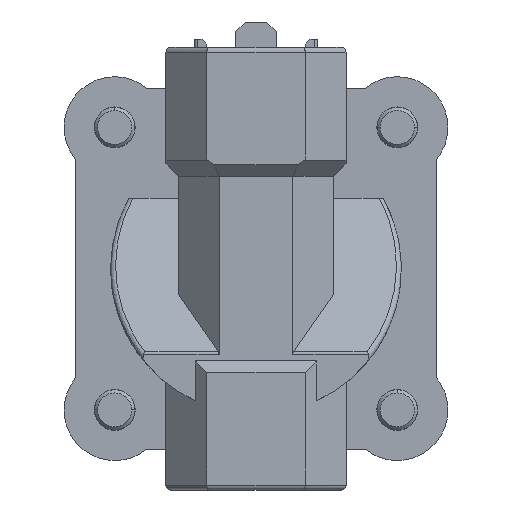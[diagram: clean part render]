
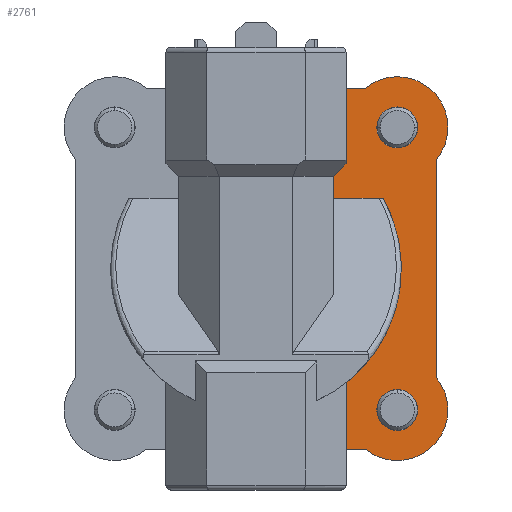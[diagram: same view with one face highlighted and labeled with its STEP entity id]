
A CAD part, front view. The second image highlights one B-rep face of the part: STEP entity #2761.
In plain terms, the highlighted planar face has unit normal (0, -1, 0).
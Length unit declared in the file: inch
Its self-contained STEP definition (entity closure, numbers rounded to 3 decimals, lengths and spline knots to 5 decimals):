
#8 = VECTOR ( 'NONE', #12750, 39.37008 ) ;
#149 = EDGE_LOOP ( 'NONE', ( #1320, #8153 ) ) ;
#189 = EDGE_CURVE ( 'NONE', #3522, #10227, #5600, .T. ) ;
#194 = CARTESIAN_POINT ( 'NONE',  ( 0., 0.31, 0.43 ) ) ;
#236 = ORIENTED_EDGE ( 'NONE', *, *, #2063, .F. ) ;
#338 = CIRCLE ( 'NONE', #4973, 0.125 ) ;
#500 = CARTESIAN_POINT ( 'NONE',  ( 0.74, 0.31, 0.865 ) ) ;
#582 = CARTESIAN_POINT ( 'NONE',  ( 0.551, 0.31, 0.641 ) ) ;
#677 = DIRECTION ( 'NONE',  ( 0., 1., 0. ) ) ;
#843 = CARTESIAN_POINT ( 'NONE',  ( 0.74, 0.31, -0.865 ) ) ;
#1015 = CARTESIAN_POINT ( 'NONE',  ( 0.865, 0.31, 0.865 ) ) ;
#1032 = VERTEX_POINT ( 'NONE', #2134 ) ;
#1320 = ORIENTED_EDGE ( 'NONE', *, *, #2774, .T. ) ;
#1568 = VECTOR ( 'NONE', #8927, 39.37008 ) ;
#1616 = ORIENTED_EDGE ( 'NONE', *, *, #6638, .F. ) ;
#1895 = AXIS2_PLACEMENT_3D ( 'NONE', #2614, #3883, #6700 ) ;
#2063 = EDGE_CURVE ( 'NONE', #9359, #10805, #2777, .T. ) ;
#2093 = EDGE_CURVE ( 'NONE', #2721, #10229, #338, .T. ) ;
#2134 = CARTESIAN_POINT ( 'NONE',  ( 0.77923, 0.31, 0.43 ) ) ;
#2243 = CARTESIAN_POINT ( 'NONE',  ( 0.865, 0.31, 0.865 ) ) ;
#2381 = CARTESIAN_POINT ( 'NONE',  ( 0.551, 0.31, -0.69893 ) ) ;
#2484 = ORIENTED_EDGE ( 'NONE', *, *, #189, .T. ) ;
#2541 = VECTOR ( 'NONE', #8464, 39.37008 ) ;
#2566 = CIRCLE ( 'NONE', #11581, 0.125 ) ;
#2614 = CARTESIAN_POINT ( 'NONE',  ( 0.865, 0.31, -0.865 ) ) ;
#2715 = CARTESIAN_POINT ( 'NONE',  ( 1.105, 0.31, -1.105 ) ) ;
#2721 = VERTEX_POINT ( 'NONE', #7560 ) ;
#2761 = ADVANCED_FACE ( 'NONE', ( #7364, #4351, #8351 ), #12339, .F. ) ;
#2774 = EDGE_CURVE ( 'NONE', #10927, #9149, #3149, .T. ) ;
#2777 = LINE ( 'NONE', #2715, #8107 ) ;
#3052 = ORIENTED_EDGE ( 'NONE', *, *, #6329, .T. ) ;
#3149 = CIRCLE ( 'NONE', #1895, 0.125 ) ;
#3203 = ORIENTED_EDGE ( 'NONE', *, *, #10502, .F. ) ;
#3239 = DIRECTION ( 'NONE',  ( 1., 0., 0. ) ) ;
#3351 = CARTESIAN_POINT ( 'NONE',  ( 0., 0.31, 0. ) ) ;
#3378 = DIRECTION ( 'NONE',  ( 0., 0., -1. ) ) ;
#3505 = ORIENTED_EDGE ( 'NONE', *, *, #11622, .T. ) ;
#3522 = VERTEX_POINT ( 'NONE', #4577 ) ;
#3565 = CIRCLE ( 'NONE', #12578, 0.31 ) ;
#3571 = AXIS2_PLACEMENT_3D ( 'NONE', #7318, #12227, #3239 ) ;
#3745 = EDGE_CURVE ( 'NONE', #10489, #1032, #6516, .T. ) ;
#3826 = VECTOR ( 'NONE', #3378, 39.37008 ) ;
#3883 = DIRECTION ( 'NONE',  ( 0., 1., 0. ) ) ;
#4022 = CARTESIAN_POINT ( 'NONE',  ( 0.475, 0.31, 0.565 ) ) ;
#4133 = LINE ( 'NONE', #7877, #1568 ) ;
#4237 = DIRECTION ( 'NONE',  ( 0., 1., 0. ) ) ;
#4351 = FACE_BOUND ( 'NONE', #12764, .T. ) ;
#4411 = LINE ( 'NONE', #194, #11854 ) ;
#4454 = CARTESIAN_POINT ( 'NONE',  ( 0.66879, 0.31, 1.105 ) ) ;
#4577 = CARTESIAN_POINT ( 'NONE',  ( 1.105, 0.31, 0.66879 ) ) ;
#4973 = AXIS2_PLACEMENT_3D ( 'NONE', #1015, #4237, #8040 ) ;
#5030 = DIRECTION ( 'NONE',  ( 0., -1., 0. ) ) ;
#5052 = VERTEX_POINT ( 'NONE', #11665 ) ;
#5184 = ORIENTED_EDGE ( 'NONE', *, *, #5923, .F. ) ;
#5333 = DIRECTION ( 'NONE',  ( 1., 0., 0. ) ) ;
#5600 = CIRCLE ( 'NONE', #11869, 0.31 ) ;
#5687 = CARTESIAN_POINT ( 'NONE',  ( 0.475, 0.31, 0.43 ) ) ;
#5693 = DIRECTION ( 'NONE',  ( -1., 0., 0. ) ) ;
#5708 = LINE ( 'NONE', #8453, #8301 ) ;
#5803 = ORIENTED_EDGE ( 'NONE', *, *, #12941, .T. ) ;
#5823 = EDGE_LOOP ( 'NONE', ( #2484, #3203, #3505, #3052, #1616, #10671, #11078, #12053, #236, #6718, #5184 ) ) ;
#5923 = EDGE_CURVE ( 'NONE', #3522, #5052, #5929, .T. ) ;
#5929 = LINE ( 'NONE', #11876, #6413 ) ;
#6011 = EDGE_CURVE ( 'NONE', #11839, #1032, #4411, .T. ) ;
#6032 = ORIENTED_EDGE ( 'NONE', *, *, #2093, .T. ) ;
#6145 = CIRCLE ( 'NONE', #10325, 0.125 ) ;
#6303 = CARTESIAN_POINT ( 'NONE',  ( 0.551, 0.31, 1.355 ) ) ;
#6329 = EDGE_CURVE ( 'NONE', #10015, #7523, #4133, .T. ) ;
#6413 = VECTOR ( 'NONE', #9924, 39.37008 ) ;
#6516 = CIRCLE ( 'NONE', #3571, 0.89 ) ;
#6638 = EDGE_CURVE ( 'NONE', #11839, #7523, #5708, .T. ) ;
#6700 = DIRECTION ( 'NONE',  ( -1., 0., 0. ) ) ;
#6718 = ORIENTED_EDGE ( 'NONE', *, *, #10795, .T. ) ;
#6880 = VERTEX_POINT ( 'NONE', #7467 ) ;
#6901 = DIRECTION ( 'NONE',  ( -1., 0., 0. ) ) ;
#7047 = DIRECTION ( 'NONE',  ( -1., 0., 0. ) ) ;
#7308 = DIRECTION ( 'NONE',  ( -1., 0., 0. ) ) ;
#7318 = CARTESIAN_POINT ( 'NONE',  ( 0., 0.31, 0. ) ) ;
#7354 = DIRECTION ( 'NONE',  ( -1., 0., 0. ) ) ;
#7364 = FACE_BOUND ( 'NONE', #149, .T. ) ;
#7467 = CARTESIAN_POINT ( 'NONE',  ( 0.551, 0.31, 1.105 ) ) ;
#7523 = VERTEX_POINT ( 'NONE', #4022 ) ;
#7560 = CARTESIAN_POINT ( 'NONE',  ( 0.99, 0.31, 0.865 ) ) ;
#7715 = CARTESIAN_POINT ( 'NONE',  ( 0.865, 0.31, -0.865 ) ) ;
#7877 = CARTESIAN_POINT ( 'NONE',  ( 0.475, 0.31, 0.565 ) ) ;
#7999 = EDGE_CURVE ( 'NONE', #10489, #10805, #8566, .T. ) ;
#8040 = DIRECTION ( 'NONE',  ( -1., 0., 0. ) ) ;
#8081 = EDGE_CURVE ( 'NONE', #9149, #10927, #2566, .T. ) ;
#8107 = VECTOR ( 'NONE', #10789, 39.37008 ) ;
#8153 = ORIENTED_EDGE ( 'NONE', *, *, #8081, .T. ) ;
#8301 = VECTOR ( 'NONE', #11653, 39.37008 ) ;
#8351 = FACE_OUTER_BOUND ( 'NONE', #5823, .T. ) ;
#8413 = DIRECTION ( 'NONE',  ( 0., 1., 0. ) ) ;
#8453 = CARTESIAN_POINT ( 'NONE',  ( 0.475, 0.31, 0.665 ) ) ;
#8464 = DIRECTION ( 'NONE',  ( 0., 0., -1. ) ) ;
#8566 = LINE ( 'NONE', #12557, #3826 ) ;
#8747 = CARTESIAN_POINT ( 'NONE',  ( 1.105, 0.31, 1.105 ) ) ;
#8927 = DIRECTION ( 'NONE',  ( -0.707, 0., -0.707 ) ) ;
#9149 = VERTEX_POINT ( 'NONE', #12438 ) ;
#9359 = VERTEX_POINT ( 'NONE', #12276 ) ;
#9395 = DIRECTION ( 'NONE',  ( 0., -1., 0. ) ) ;
#9924 = DIRECTION ( 'NONE',  ( 0., 0., -1. ) ) ;
#10015 = VERTEX_POINT ( 'NONE', #582 ) ;
#10227 = VERTEX_POINT ( 'NONE', #4454 ) ;
#10229 = VERTEX_POINT ( 'NONE', #500 ) ;
#10325 = AXIS2_PLACEMENT_3D ( 'NONE', #2243, #8413, #7308 ) ;
#10489 = VERTEX_POINT ( 'NONE', #2381 ) ;
#10502 = EDGE_CURVE ( 'NONE', #6880, #10227, #10662, .T. ) ;
#10662 = LINE ( 'NONE', #8747, #8 ) ;
#10671 = ORIENTED_EDGE ( 'NONE', *, *, #6011, .T. ) ;
#10789 = DIRECTION ( 'NONE',  ( -1., 0., 0. ) ) ;
#10795 = EDGE_CURVE ( 'NONE', #9359, #5052, #3565, .T. ) ;
#10805 = VERTEX_POINT ( 'NONE', #11282 ) ;
#10927 = VERTEX_POINT ( 'NONE', #843 ) ;
#11078 = ORIENTED_EDGE ( 'NONE', *, *, #3745, .F. ) ;
#11282 = CARTESIAN_POINT ( 'NONE',  ( 0.551, 0.31, -1.105 ) ) ;
#11346 = DIRECTION ( 'NONE',  ( 0., 1., 0. ) ) ;
#11541 = CARTESIAN_POINT ( 'NONE',  ( 0.865, 0.31, -0.865 ) ) ;
#11581 = AXIS2_PLACEMENT_3D ( 'NONE', #7715, #677, #5693 ) ;
#11622 = EDGE_CURVE ( 'NONE', #6880, #10015, #12394, .T. ) ;
#11653 = DIRECTION ( 'NONE',  ( 0., 0., 1. ) ) ;
#11665 = CARTESIAN_POINT ( 'NONE',  ( 1.105, 0.31, -0.66879 ) ) ;
#11839 = VERTEX_POINT ( 'NONE', #5687 ) ;
#11854 = VECTOR ( 'NONE', #5333, 39.37008 ) ;
#11869 = AXIS2_PLACEMENT_3D ( 'NONE', #12151, #5030, #7047 ) ;
#11876 = CARTESIAN_POINT ( 'NONE',  ( 1.105, 0.31, 1.105 ) ) ;
#12053 = ORIENTED_EDGE ( 'NONE', *, *, #7999, .T. ) ;
#12151 = CARTESIAN_POINT ( 'NONE',  ( 0.865, 0.31, 0.865 ) ) ;
#12227 = DIRECTION ( 'NONE',  ( 0., -1., 0. ) ) ;
#12276 = CARTESIAN_POINT ( 'NONE',  ( 0.66879, 0.31, -1.105 ) ) ;
#12339 = PLANE ( 'NONE',  #12796 ) ;
#12394 = LINE ( 'NONE', #6303, #2541 ) ;
#12438 = CARTESIAN_POINT ( 'NONE',  ( 0.99, 0.31, -0.865 ) ) ;
#12557 = CARTESIAN_POINT ( 'NONE',  ( 0.551, 0.31, 1.355 ) ) ;
#12578 = AXIS2_PLACEMENT_3D ( 'NONE', #11541, #9395, #7354 ) ;
#12750 = DIRECTION ( 'NONE',  ( 1., 0., 0. ) ) ;
#12764 = EDGE_LOOP ( 'NONE', ( #5803, #6032 ) ) ;
#12796 = AXIS2_PLACEMENT_3D ( 'NONE', #3351, #11346, #6901 ) ;
#12941 = EDGE_CURVE ( 'NONE', #10229, #2721, #6145, .T. ) ;
